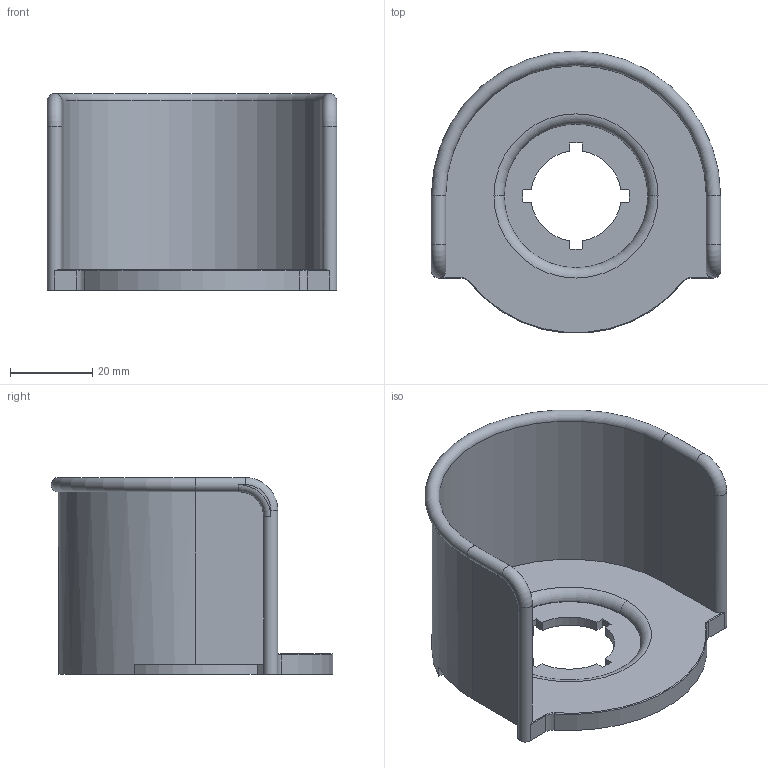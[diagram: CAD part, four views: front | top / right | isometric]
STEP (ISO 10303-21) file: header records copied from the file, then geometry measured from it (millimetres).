
FILE_DESCRIPTION((''),'2;1');
FILE_NAME('CDLA6H-BE801','2023-08-16T',('sipei.wu'),(''),'PRO/ENGINEER BY PARAMETRIC TECHNOLOGY CORPORATION, 2015440','PRO/ENGINEER BY PARAMETRIC TECHNOLOGY CORPORATION, 2015440','');
FILE_SCHEMA(('CONFIG_CONTROL_DESIGN'));
Length unit declared in the file: millimetre
Products named in the file (1): CDLA6H-BE801
Bounding box: 70.5 x 68.64 x 48 mm (x, y, z)
Volume: 21688.2 mm3; surface area: 21449.2 mm2
Topology: 1 solids, 1 shells, 99 faces, 253 edges, 162 vertices
Faces by surface type: plane 48, cylinder 41, torus 10
Entity records: 3068 total; most frequent: DIRECTION 554, CARTESIAN_POINT 532, ORIENTED_EDGE 506, EDGE_CURVE 253, AXIS2_PLACEMENT_3D 204, VERTEX_POINT 162, VECTOR 146, LINE 146
